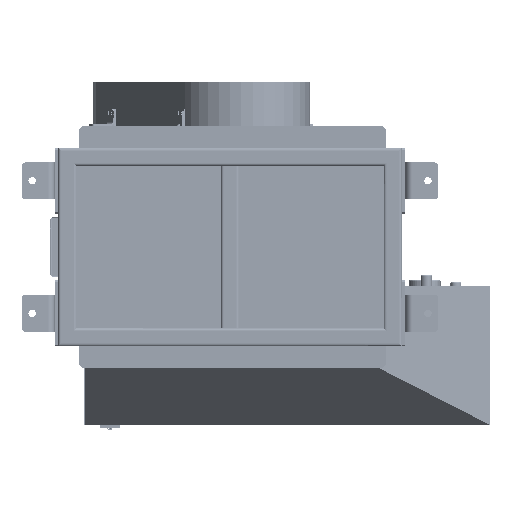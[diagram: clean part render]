
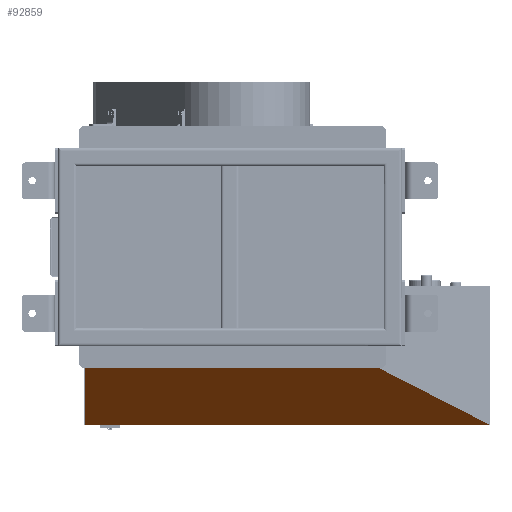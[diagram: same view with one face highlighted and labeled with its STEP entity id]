
A CAD part, front view. The second image highlights one B-rep face of the part: STEP entity #92859.
In plain terms, the highlighted planar face has unit normal (0, -0.523, -0.852).
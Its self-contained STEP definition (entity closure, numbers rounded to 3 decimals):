
#5371 = VECTOR ( 'NONE', #88811, 1000. ) ;
#8623 = CARTESIAN_POINT ( 'NONE',  ( 538.497, -598.579, 1515.038 ) ) ;
#9942 = ORIENTED_EDGE ( 'NONE', *, *, #18350, .T. ) ;
#17831 = CARTESIAN_POINT ( 'NONE',  ( 238.496, -848.579, 1668.538 ) ) ;
#18350 = EDGE_CURVE ( 'NONE', #70944, #52917, #25594, .T. ) ;
#20726 = ORIENTED_EDGE ( 'NONE', *, *, #81486, .T. ) ;
#20833 = LINE ( 'NONE', #64392, #101449 ) ;
#25594 = LINE ( 'NONE', #52456, #5371 ) ;
#31218 = AXIS2_PLACEMENT_3D ( 'NONE', #8623, #109482, #45045 ) ;
#37083 = VERTEX_POINT ( 'NONE', #72928 ) ;
#37823 = EDGE_CURVE ( 'NONE', #70944, #37083, #76898, .T. ) ;
#45045 = DIRECTION ( 'NONE',  ( 0., -0.852, 0.523 ) ) ;
#52456 = CARTESIAN_POINT ( 'NONE',  ( 538.496, -598.579, 1515.038 ) ) ;
#52917 = VERTEX_POINT ( 'NONE', #17831 ) ;
#57250 = DIRECTION ( 'NONE',  ( 0., 0.852, -0.523 ) ) ;
#59461 = VERTEX_POINT ( 'NONE', #72328 ) ;
#62538 = VECTOR ( 'NONE', #113320, 1000. ) ;
#62706 = ORIENTED_EDGE ( 'NONE', *, *, #37823, .F. ) ;
#64392 = CARTESIAN_POINT ( 'NONE',  ( -561.504, -598.579, 1515.038 ) ) ;
#70944 = VERTEX_POINT ( 'NONE', #88768 ) ;
#72328 = CARTESIAN_POINT ( 'NONE',  ( -561.504, -848.579, 1668.538 ) ) ;
#72423 = EDGE_LOOP ( 'NONE', ( #9942, #20726, #96024, #62706 ) ) ;
#72928 = CARTESIAN_POINT ( 'NONE',  ( -561.504, -598.579, 1515.038 ) ) ;
#76898 = LINE ( 'NONE', #77458, #62538 ) ;
#77458 = CARTESIAN_POINT ( 'NONE',  ( 538.497, -598.579, 1515.038 ) ) ;
#81486 = EDGE_CURVE ( 'NONE', #52917, #59461, #115217, .T. ) ;
#87748 = DIRECTION ( 'NONE',  ( -1., 0., 0. ) ) ;
#88768 = CARTESIAN_POINT ( 'NONE',  ( 538.496, -598.579, 1515.038 ) ) ;
#88811 = DIRECTION ( 'NONE',  ( -0.715, -0.596, 0.366 ) ) ;
#90212 = EDGE_CURVE ( 'NONE', #59461, #37083, #20833, .T. ) ;
#92859 = ADVANCED_FACE ( 'NONE', ( #117843 ), #110066, .F. ) ;
#96024 = ORIENTED_EDGE ( 'NONE', *, *, #90212, .T. ) ;
#101449 = VECTOR ( 'NONE', #57250, 1000. ) ;
#108534 = VECTOR ( 'NONE', #87748, 1000. ) ;
#109482 = DIRECTION ( 'NONE',  ( 0., 0.523, 0.852 ) ) ;
#110066 = PLANE ( 'NONE',  #31218 ) ;
#113320 = DIRECTION ( 'NONE',  ( -1., 0., 0. ) ) ;
#114036 = CARTESIAN_POINT ( 'NONE',  ( 538.497, -848.579, 1668.538 ) ) ;
#115217 = LINE ( 'NONE', #114036, #108534 ) ;
#117843 = FACE_OUTER_BOUND ( 'NONE', #72423, .T. ) ;
